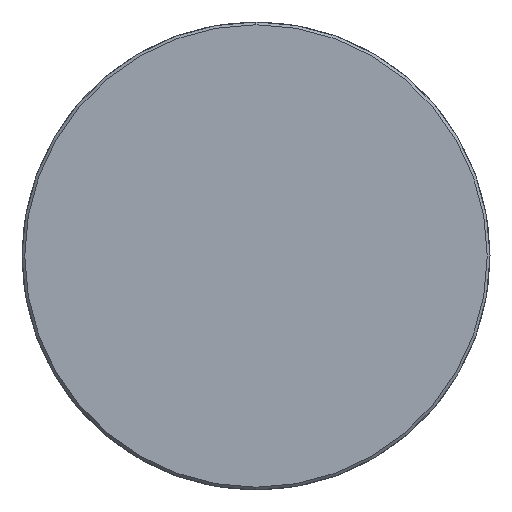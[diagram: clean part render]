
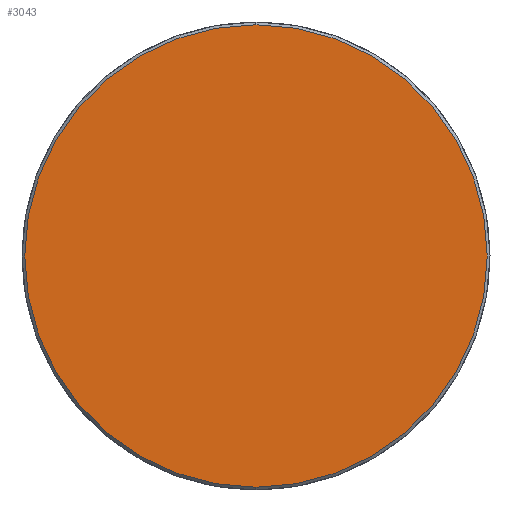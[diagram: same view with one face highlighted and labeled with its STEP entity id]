
A CAD part, left-side view. The second image highlights one B-rep face of the part: STEP entity #3043.
In plain terms, the highlighted planar face has unit normal (-1, 0, 0).
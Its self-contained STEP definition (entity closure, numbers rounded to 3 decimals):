
#267 = PLANE ( 'NONE',  #900 ) ;
#292 = CARTESIAN_POINT ( 'NONE',  ( -174.65, -84.502, 84.502 ) ) ;
#350 = AXIS2_PLACEMENT_3D ( 'NONE', #2744, #1684, #1114 ) ;
#362 = EDGE_CURVE ( 'NONE', #2351, #2858, #668, .T. ) ;
#588 = DIRECTION ( 'NONE',  ( 1., 0., 0. ) ) ;
#668 = CIRCLE ( 'NONE', #350, 83.5 ) ;
#839 = DIRECTION ( 'NONE',  ( -1., 0., 0. ) ) ;
#900 = AXIS2_PLACEMENT_3D ( 'NONE', #292, #588, #1708 ) ;
#1114 = DIRECTION ( 'NONE',  ( 0., 0., -1. ) ) ;
#1207 = CARTESIAN_POINT ( 'NONE',  ( -174.65, 0., -83.5 ) ) ;
#1652 = DIRECTION ( 'NONE',  ( 0., 0., -1. ) ) ;
#1684 = DIRECTION ( 'NONE',  ( -1., 0., 0. ) ) ;
#1707 = ORIENTED_EDGE ( 'NONE', *, *, #3510, .T. ) ;
#1708 = DIRECTION ( 'NONE',  ( 0., 0., -1. ) ) ;
#1711 = ORIENTED_EDGE ( 'NONE', *, *, #362, .T. ) ;
#1838 = EDGE_LOOP ( 'NONE', ( #1711, #1707 ) ) ;
#2125 = FACE_OUTER_BOUND ( 'NONE', #1838, .T. ) ;
#2214 = AXIS2_PLACEMENT_3D ( 'NONE', #2757, #839, #1652 ) ;
#2351 = VERTEX_POINT ( 'NONE', #1207 ) ;
#2712 = CIRCLE ( 'NONE', #2214, 83.5 ) ;
#2744 = CARTESIAN_POINT ( 'NONE',  ( -174.65, 0., 0. ) ) ;
#2757 = CARTESIAN_POINT ( 'NONE',  ( -174.65, 0., 0. ) ) ;
#2858 = VERTEX_POINT ( 'NONE', #2929 ) ;
#2929 = CARTESIAN_POINT ( 'NONE',  ( -174.65, 0., 83.5 ) ) ;
#3043 = ADVANCED_FACE ( 'NONE', ( #2125 ), #267, .F. ) ;
#3510 = EDGE_CURVE ( 'NONE', #2858, #2351, #2712, .T. ) ;
